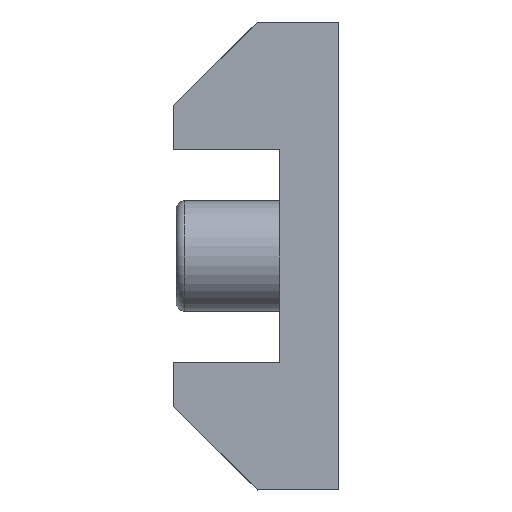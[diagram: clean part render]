
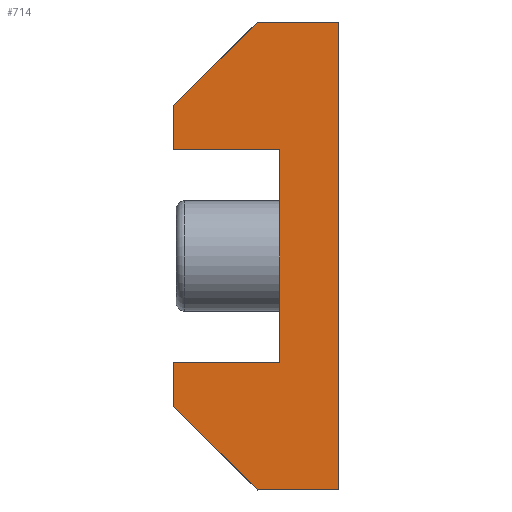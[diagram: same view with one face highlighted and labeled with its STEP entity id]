
A CAD part, front view. The second image highlights one B-rep face of the part: STEP entity #714.
In plain terms, the highlighted planar face has unit normal (0, -1, 0).
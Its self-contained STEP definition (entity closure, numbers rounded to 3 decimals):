
#105=FACE_OUTER_BOUND('',#143,.T.);
#143=EDGE_LOOP('',(#538,#539,#540,#541,#542,#543,#544,#545,#546,#547));
#194=LINE('',#1115,#240);
#200=LINE('',#1142,#246);
#203=LINE('',#1155,#249);
#212=LINE('',#1188,#258);
#214=LINE('',#1192,#260);
#215=LINE('',#1193,#261);
#216=LINE('',#1195,#262);
#217=LINE('',#1197,#263);
#218=LINE('',#1199,#264);
#219=LINE('',#1200,#265);
#240=VECTOR('',#869,10.);
#246=VECTOR('',#899,10.);
#249=VECTOR('',#910,10.);
#258=VECTOR('',#939,10.);
#260=VECTOR('',#943,10.);
#261=VECTOR('',#944,10.);
#262=VECTOR('',#945,10.);
#263=VECTOR('',#946,10.);
#264=VECTOR('',#947,10.);
#265=VECTOR('',#948,10.);
#303=VERTEX_POINT('',#1112);
#304=VERTEX_POINT('',#1114);
#313=VERTEX_POINT('',#1141);
#318=VERTEX_POINT('',#1152);
#319=VERTEX_POINT('',#1154);
#333=VERTEX_POINT('',#1187);
#334=VERTEX_POINT('',#1191);
#335=VERTEX_POINT('',#1194);
#336=VERTEX_POINT('',#1196);
#337=VERTEX_POINT('',#1198);
#375=EDGE_CURVE('',#303,#304,#194,.T.);
#390=EDGE_CURVE('',#304,#313,#200,.T.);
#396=EDGE_CURVE('',#318,#319,#203,.T.);
#413=EDGE_CURVE('',#319,#333,#212,.T.);
#415=EDGE_CURVE('',#334,#303,#214,.T.);
#416=EDGE_CURVE('',#333,#334,#215,.T.);
#417=EDGE_CURVE('',#335,#318,#216,.T.);
#418=EDGE_CURVE('',#336,#335,#217,.T.);
#419=EDGE_CURVE('',#337,#336,#218,.T.);
#420=EDGE_CURVE('',#337,#313,#219,.T.);
#538=ORIENTED_EDGE('',*,*,#375,.F.);
#539=ORIENTED_EDGE('',*,*,#415,.F.);
#540=ORIENTED_EDGE('',*,*,#416,.F.);
#541=ORIENTED_EDGE('',*,*,#413,.F.);
#542=ORIENTED_EDGE('',*,*,#396,.F.);
#543=ORIENTED_EDGE('',*,*,#417,.F.);
#544=ORIENTED_EDGE('',*,*,#418,.F.);
#545=ORIENTED_EDGE('',*,*,#419,.F.);
#546=ORIENTED_EDGE('',*,*,#420,.T.);
#547=ORIENTED_EDGE('',*,*,#390,.F.);
#692=PLANE('',#789);
#714=ADVANCED_FACE('',(#105),#692,.T.);
#789=AXIS2_PLACEMENT_3D('',#1190,#941,#942);
#869=DIRECTION('',(-0.707,0.,0.707));
#899=DIRECTION('',(0.,0.,1.));
#910=DIRECTION('',(0.707,0.,0.707));
#939=DIRECTION('',(1.,0.,0.));
#941=DIRECTION('center_axis',(0.,-1.,0.));
#942=DIRECTION('ref_axis',(-1.,0.,0.));
#943=DIRECTION('',(-1.,0.,0.));
#944=DIRECTION('',(0.,0.,-1.));
#945=DIRECTION('',(0.,0.,1.));
#946=DIRECTION('',(-1.,0.,0.));
#947=DIRECTION('',(0.,0.,1.));
#948=DIRECTION('',(-1.,0.,0.));
#1112=CARTESIAN_POINT('',(-1.35,0.,-0.7));
#1114=CARTESIAN_POINT('',(-6.35,0.,4.3));
#1115=CARTESIAN_POINT('',(6.531,0.,-8.581));
#1141=CARTESIAN_POINT('',(-6.35,0.,6.95));
#1142=CARTESIAN_POINT('',(-6.35,0.,10.313));
#1152=CARTESIAN_POINT('',(-6.35,0.,22.3));
#1154=CARTESIAN_POINT('',(-1.35,0.,27.3));
#1155=CARTESIAN_POINT('',(12.694,0.,41.344));
#1187=CARTESIAN_POINT('',(3.5,0.,27.3));
#1188=CARTESIAN_POINT('',(27.35,0.,27.3));
#1190=CARTESIAN_POINT('Origin',(61.5,0.,25.625));
#1191=CARTESIAN_POINT('',(3.5,0.,-0.7));
#1192=CARTESIAN_POINT('',(58.05,0.,-0.7));
#1193=CARTESIAN_POINT('',(3.5,0.,19.463));
#1194=CARTESIAN_POINT('',(-6.35,0.,19.65));
#1195=CARTESIAN_POINT('',(-6.35,0.,10.313));
#1196=CARTESIAN_POINT('',(0.,0.,19.65));
#1197=CARTESIAN_POINT('',(-3.8,0.,19.65));
#1198=CARTESIAN_POINT('',(0.,0.,6.95));
#1199=CARTESIAN_POINT('',(0.,0.,0.));
#1200=CARTESIAN_POINT('',(0.,0.,6.95));
